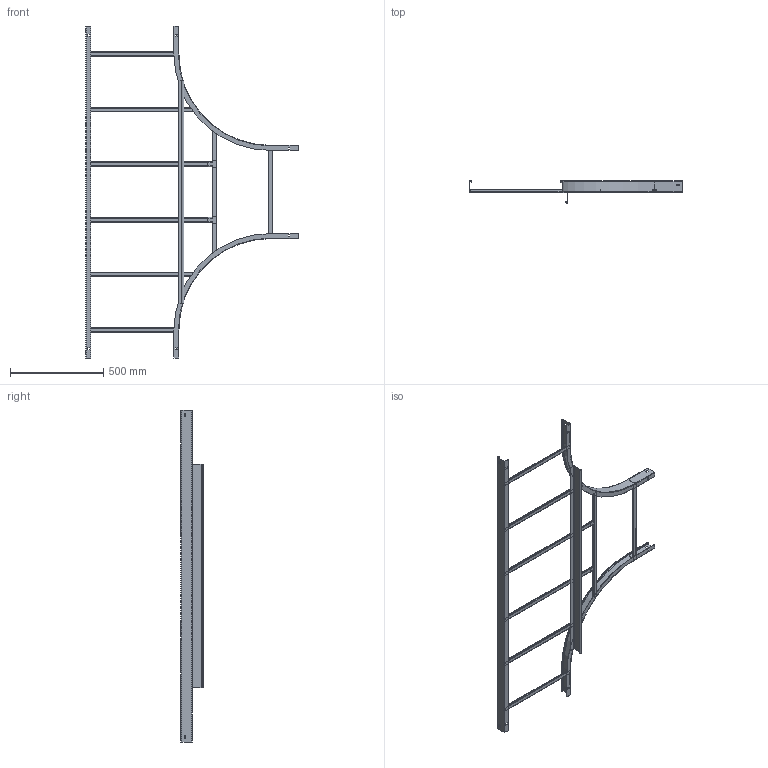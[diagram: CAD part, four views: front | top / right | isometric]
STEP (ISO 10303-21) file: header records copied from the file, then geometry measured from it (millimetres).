
FILE_DESCRIPTION((''),'2;1');
FILE_NAME('6213553_ASM','2013-01-08T',('AndreasKeweloh'),(''),'PRO/ENGINEER BY PARAMETRIC TECHNOLOGY CORPORATION, 2012230','PRO/ENGINEER BY PARAMETRIC TECHNOLOGY CORPORATION, 2012230','');
FILE_SCHEMA(('CONFIG_CONTROL_DESIGN'));
Length unit declared in the file: millimetre
Products named in the file (9): 6213529INNENHOLM; 6213553GEGENHOLM; 6213553ST_S_TZHOLM; 6213553_SPR_1; 6213553_SPR_2; 6213553_SPR_3; 6213553_SPR_4; 6213553AUFLAGEBLECH; 6213553_ASM
Assembly tree (14 placements, depth 2):
  6213553_ASM
    6213529INNENHOLM  x2
    6213553GEGENHOLM
    6213553ST_S_TZHOLM
    6213553_SPR_1  x3
    6213553_SPR_2  x2
    6213553_SPR_3
    6213553_SPR_4  x2
    6213553AUFLAGEBLECH  x2
Bounding box: 1140 x 120 x 1780 mm (x, y, z)
Volume: 1022716.4 mm3; surface area: 1464400.9 mm2
Topology: 14 solids, 14 shells, 454 faces, 1250 edges, 824 vertices
Faces by surface type: plane 258, cylinder 174, bspline 14, torus 8
Entity records: 8772 total; most frequent: CARTESIAN_POINT 1784, DIRECTION 1449, ORIENTED_EDGE 1418, EDGE_CURVE 709, VECTOR 495, LINE 495, AXIS2_PLACEMENT_3D 477, VERTEX_POINT 468
